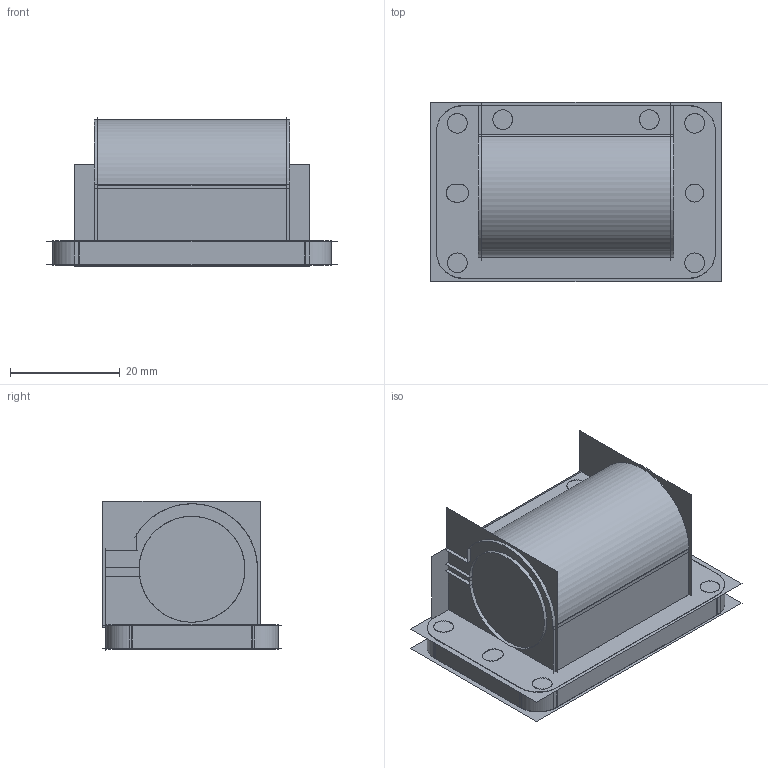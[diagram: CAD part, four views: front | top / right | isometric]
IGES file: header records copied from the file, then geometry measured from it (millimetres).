
Start section:  PTC IGES file: 215109.igs
Global section: file name: 215109.igs; native system: Creo Parametric by PTC Inc.; preprocessor: 2018300; author: pdmadmin; organization: Unknown; date: 20191212.105824; units: millimetre
Bounding box: 52.83 x 32.62 x 27.22 mm (x, y, z)
Volume: 13467.7 mm3; surface area: 43507.2 mm2
Topology: 1 solids, 7 shells, 196 faces, 1096 edges, 1434 vertices
Faces by surface type: revolution 140, bspline 56
